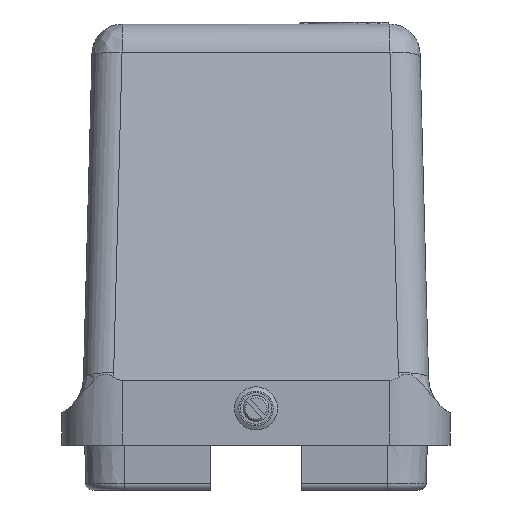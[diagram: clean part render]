
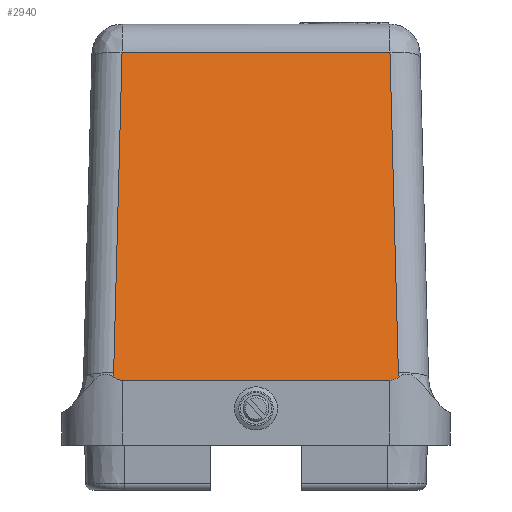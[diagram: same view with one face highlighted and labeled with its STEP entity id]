
A CAD part, left-side view. The second image highlights one B-rep face of the part: STEP entity #2940.
In plain terms, the highlighted planar face has unit normal (-0.982, 0, 0.191).
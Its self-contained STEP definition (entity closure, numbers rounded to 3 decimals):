
#2437=FACE_OUTER_BOUND('',#3664,.T.);
#2753=ELLIPSE('',#9078,73.372,14.);
#2754=ELLIPSE('',#9079,16.809,16.5);
#2755=ELLIPSE('',#9080,16.809,16.5);
#2756=ELLIPSE('',#9081,73.372,14.);
#2940=ADVANCED_FACE('',(#2437),#3299,.F.);
#3299=PLANE('',#9082);
#3664=EDGE_LOOP('',(#4503,#4504,#4505,#4506,#4507,#4508,#4509,#4510));
#4503=ORIENTED_EDGE('',*,*,#6856,.T.);
#4504=ORIENTED_EDGE('',*,*,#6857,.T.);
#4505=ORIENTED_EDGE('',*,*,#6858,.T.);
#4506=ORIENTED_EDGE('',*,*,#6859,.T.);
#4507=ORIENTED_EDGE('',*,*,#6860,.T.);
#4508=ORIENTED_EDGE('',*,*,#6861,.T.);
#4509=ORIENTED_EDGE('',*,*,#6862,.T.);
#4510=ORIENTED_EDGE('',*,*,#6863,.F.);
#6220=VERTEX_POINT('',#12052);
#6221=VERTEX_POINT('',#12053);
#6222=VERTEX_POINT('',#12055);
#6223=VERTEX_POINT('',#12057);
#6224=VERTEX_POINT('',#12059);
#6225=VERTEX_POINT('',#12061);
#6226=VERTEX_POINT('',#12063);
#6227=VERTEX_POINT('',#12065);
#6856=EDGE_CURVE('',#6220,#6221,#2753,.T.);
#6857=EDGE_CURVE('',#6221,#6222,#2754,.T.);
#6858=EDGE_CURVE('',#6222,#6223,#7662,.T.);
#6859=EDGE_CURVE('',#6223,#6224,#7663,.T.);
#6860=EDGE_CURVE('',#6224,#6225,#7664,.T.);
#6861=EDGE_CURVE('',#6225,#6226,#2755,.T.);
#6862=EDGE_CURVE('',#6226,#6227,#2756,.T.);
#6863=EDGE_CURVE('',#6220,#6227,#7665,.T.);
#7662=LINE('',#12056,#8222);
#7663=LINE('',#12058,#8223);
#7664=LINE('',#12060,#8224);
#7665=LINE('',#12066,#8225);
#8222=VECTOR('',#10009,1.);
#8223=VECTOR('',#10010,1.);
#8224=VECTOR('',#10011,1.);
#8225=VECTOR('',#10016,1.);
#9078=AXIS2_PLACEMENT_3D('',#12051,#10005,#10006);
#9079=AXIS2_PLACEMENT_3D('',#12054,#10007,#10008);
#9080=AXIS2_PLACEMENT_3D('',#12062,#10012,#10013);
#9081=AXIS2_PLACEMENT_3D('',#12064,#10014,#10015);
#9082=AXIS2_PLACEMENT_3D('',#12067,#10017,#10018);
#10005=DIRECTION('',(-0.982,0.,0.191));
#10006=DIRECTION('',(-0.191,0.,-0.982));
#10007=DIRECTION('',(0.982,0.,-0.191));
#10008=DIRECTION('',(-0.191,0.,-0.982));
#10009=DIRECTION('',(0.191,0.026,0.981));
#10010=DIRECTION('',(0.,1.,0.));
#10011=DIRECTION('',(-0.191,0.026,-0.981));
#10012=DIRECTION('',(0.982,0.,-0.191));
#10013=DIRECTION('',(-0.191,0.,-0.982));
#10014=DIRECTION('',(-0.982,0.,0.191));
#10015=DIRECTION('',(-0.191,0.,-0.982));
#10016=DIRECTION('',(0.,1.,0.));
#10017=DIRECTION('',(0.982,0.,-0.191));
#10018=DIRECTION('',(-0.191,0.,-0.982));
#12051=CARTESIAN_POINT('',(-52.,-31.,78.124));
#12052=CARTESIAN_POINT('',(-66.,-31.,6.1));
#12053=CARTESIAN_POINT('',(-65.848,-33.058,6.883));
#12054=CARTESIAN_POINT('',(-65.572,-49.497,8.304));
#12055=CARTESIAN_POINT('',(-65.656,-33.002,7.872));
#12056=CARTESIAN_POINT('',(-50.014,-30.895,88.342));
#12057=CARTESIAN_POINT('',(-51.203,-31.055,82.226));
#12058=CARTESIAN_POINT('',(-51.203,-45.1,82.226));
#12059=CARTESIAN_POINT('',(-51.203,31.055,82.226));
#12060=CARTESIAN_POINT('',(-49.572,30.836,90.616));
#12061=CARTESIAN_POINT('',(-65.656,33.002,7.872));
#12062=CARTESIAN_POINT('',(-65.572,49.497,8.304));
#12063=CARTESIAN_POINT('',(-65.848,33.058,6.883));
#12064=CARTESIAN_POINT('',(-52.,31.,78.124));
#12065=CARTESIAN_POINT('',(-66.,31.,6.1));
#12066=CARTESIAN_POINT('',(-66.,-45.1,6.1));
#12067=CARTESIAN_POINT('',(-49.944,-45.1,88.7));
